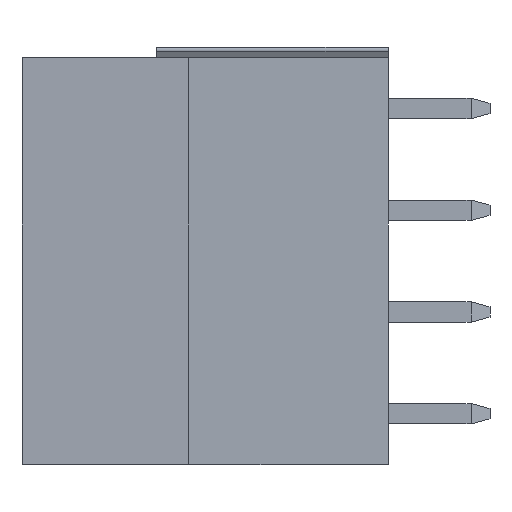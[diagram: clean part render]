
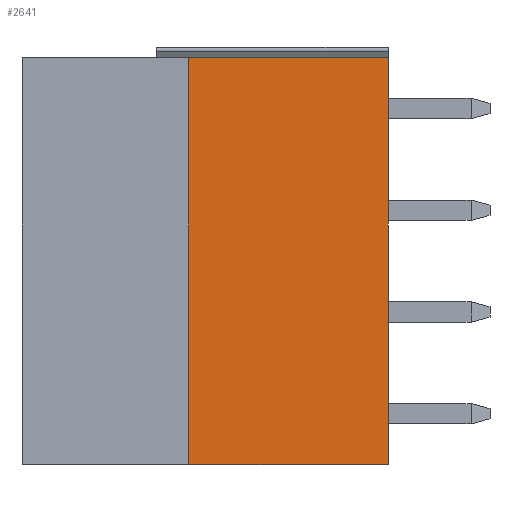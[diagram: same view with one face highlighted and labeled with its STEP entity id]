
A CAD part, left-side view. The second image highlights one B-rep face of the part: STEP entity #2641.
In plain terms, the highlighted planar face has unit normal (-1, 0, 0).
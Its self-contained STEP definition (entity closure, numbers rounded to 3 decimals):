
#74=DIRECTION('',(0.,-1.,0.));
#75=VECTOR('',#74,9.8);
#76=CARTESIAN_POINT('',(-5.603,0.8,-17.5));
#77=LINE('',#76,#75);
#131=DIRECTION('',(0.,0.,1.));
#132=VECTOR('',#131,20.);
#133=CARTESIAN_POINT('',(-5.603,-9.,-17.5));
#134=LINE('',#133,#132);
#264=DIRECTION('',(0.,0.,1.));
#265=VECTOR('',#264,20.);
#266=CARTESIAN_POINT('',(-5.603,0.8,-17.5));
#267=LINE('',#266,#265);
#412=DIRECTION('',(0.,-1.,0.));
#413=VECTOR('',#412,9.8);
#414=CARTESIAN_POINT('',(-5.603,0.8,2.5));
#415=LINE('',#414,#413);
#1913=CARTESIAN_POINT('',(-5.603,0.8,-17.5));
#1914=VERTEX_POINT('',#1913);
#1915=CARTESIAN_POINT('',(-5.603,-9.,-17.5));
#1916=VERTEX_POINT('',#1915);
#1931=CARTESIAN_POINT('',(-5.603,0.8,2.5));
#1932=VERTEX_POINT('',#1931);
#1933=CARTESIAN_POINT('',(-5.603,-9.,2.5));
#1934=VERTEX_POINT('',#1933);
#2628=CARTESIAN_POINT('',(-5.603,0.8,-17.5));
#2629=DIRECTION('',(-1.,0.,0.));
#2630=DIRECTION('',(0.,-1.,0.));
#2631=AXIS2_PLACEMENT_3D('',#2628,#2629,#2630);
#2632=PLANE('',#2631);
#2633=ORIENTED_EDGE('',*,*,#2424,.F.);
#2635=ORIENTED_EDGE('',*,*,#2634,.T.);
#2637=ORIENTED_EDGE('',*,*,#2636,.T.);
#2638=ORIENTED_EDGE('',*,*,#2479,.F.);
#2639=EDGE_LOOP('',(#2633,#2635,#2637,#2638));
#2640=FACE_OUTER_BOUND('',#2639,.F.);
#2424=EDGE_CURVE('',#1914,#1916,#77,.T.);
#2479=EDGE_CURVE('',#1916,#1934,#134,.T.);
#2634=EDGE_CURVE('',#1914,#1932,#267,.T.);
#2636=EDGE_CURVE('',#1932,#1934,#415,.T.);
#2641=ADVANCED_FACE('',(#2640),#2632,.T.);
